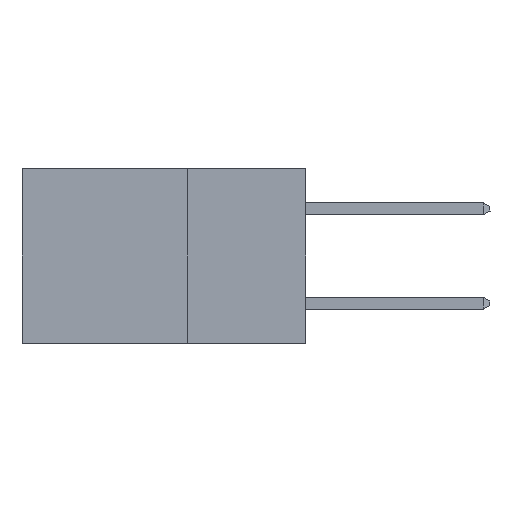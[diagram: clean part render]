
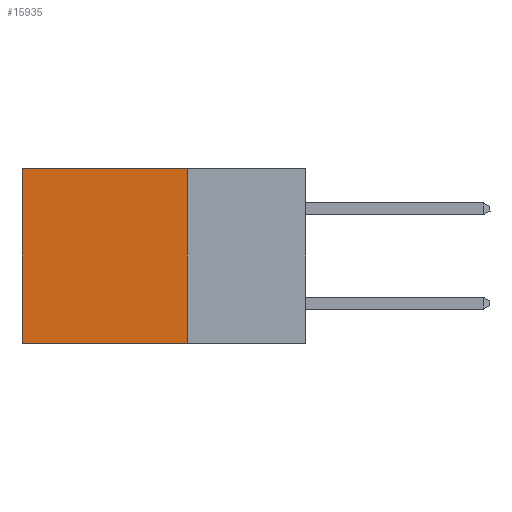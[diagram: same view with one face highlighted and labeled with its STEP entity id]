
A CAD part, left-side view. The second image highlights one B-rep face of the part: STEP entity #15935.
In plain terms, the highlighted planar face has unit normal (-1, 0, 0).
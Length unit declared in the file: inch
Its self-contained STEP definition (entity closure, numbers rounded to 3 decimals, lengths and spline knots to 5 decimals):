
#238 = CARTESIAN_POINT ( 'NONE',  ( 0.298, 0.6, 0. ) ) ;
#343 = DIRECTION ( 'NONE',  ( 0., 1., 0. ) ) ;
#365 = ORIENTED_EDGE ( 'NONE', *, *, #1786, .F. ) ;
#486 = DIRECTION ( 'NONE',  ( 0., 0., -1. ) ) ;
#597 = ORIENTED_EDGE ( 'NONE', *, *, #13116, .F. ) ;
#935 = FACE_OUTER_BOUND ( 'NONE', #8867, .T. ) ;
#1650 = VECTOR ( 'NONE', #1746, 39.37008 ) ;
#1744 = DIRECTION ( 'NONE',  ( 0., 0., -1. ) ) ;
#1746 = DIRECTION ( 'NONE',  ( 0., 0., -1. ) ) ;
#1786 = EDGE_CURVE ( 'NONE', #10369, #6157, #16328, .T. ) ;
#2232 = DIRECTION ( 'NONE',  ( 0., 1., 0. ) ) ;
#2844 = LINE ( 'NONE', #3575, #17525 ) ;
#2913 = VERTEX_POINT ( 'NONE', #238 ) ;
#3575 = CARTESIAN_POINT ( 'NONE',  ( 0.298, 0.25, 0. ) ) ;
#4575 = CARTESIAN_POINT ( 'NONE',  ( 0.298, 0.25, -0.37 ) ) ;
#4884 = CARTESIAN_POINT ( 'NONE',  ( 0.298, 0.25, 0. ) ) ;
#5371 = EDGE_CURVE ( 'NONE', #10369, #2913, #2844, .T. ) ;
#5411 = CARTESIAN_POINT ( 'NONE',  ( 0.298, 0.25, -0.37 ) ) ;
#5565 = ORIENTED_EDGE ( 'NONE', *, *, #5371, .T. ) ;
#6157 = VERTEX_POINT ( 'NONE', #5411 ) ;
#8040 = VECTOR ( 'NONE', #486, 39.37008 ) ;
#8808 = CARTESIAN_POINT ( 'NONE',  ( 0.298, 0.25, 0. ) ) ;
#8867 = EDGE_LOOP ( 'NONE', ( #11092, #597, #365, #5565 ) ) ;
#8966 = CARTESIAN_POINT ( 'NONE',  ( 0.298, 0.6, 0. ) ) ;
#9590 = EDGE_CURVE ( 'NONE', #2913, #16549, #15607, .T. ) ;
#9955 = LINE ( 'NONE', #4575, #17506 ) ;
#10262 = DIRECTION ( 'NONE',  ( 1., 0., 0. ) ) ;
#10266 = CARTESIAN_POINT ( 'NONE',  ( 0.298, 0.25, 0. ) ) ;
#10369 = VERTEX_POINT ( 'NONE', #4884 ) ;
#11092 = ORIENTED_EDGE ( 'NONE', *, *, #9590, .T. ) ;
#11535 = CARTESIAN_POINT ( 'NONE',  ( 0.298, 0.6, -0.37 ) ) ;
#12139 = AXIS2_PLACEMENT_3D ( 'NONE', #8808, #10262, #1744 ) ;
#13116 = EDGE_CURVE ( 'NONE', #6157, #16549, #9955, .T. ) ;
#15607 = LINE ( 'NONE', #8966, #8040 ) ;
#15935 = ADVANCED_FACE ( 'NONE', ( #935 ), #17340, .F. ) ;
#16328 = LINE ( 'NONE', #10266, #1650 ) ;
#16549 = VERTEX_POINT ( 'NONE', #11535 ) ;
#17340 = PLANE ( 'NONE',  #12139 ) ;
#17506 = VECTOR ( 'NONE', #343, 39.37008 ) ;
#17525 = VECTOR ( 'NONE', #2232, 39.37008 ) ;
